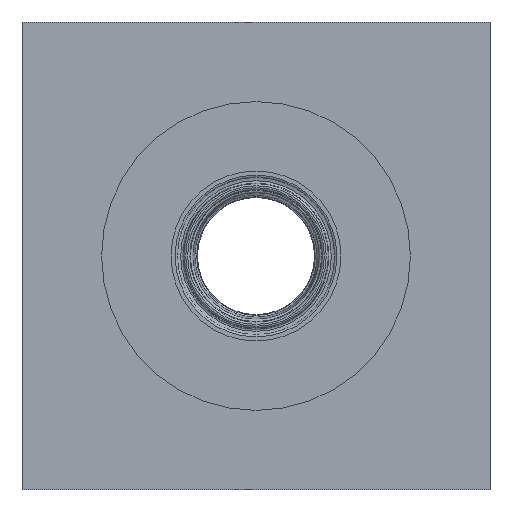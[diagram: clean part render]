
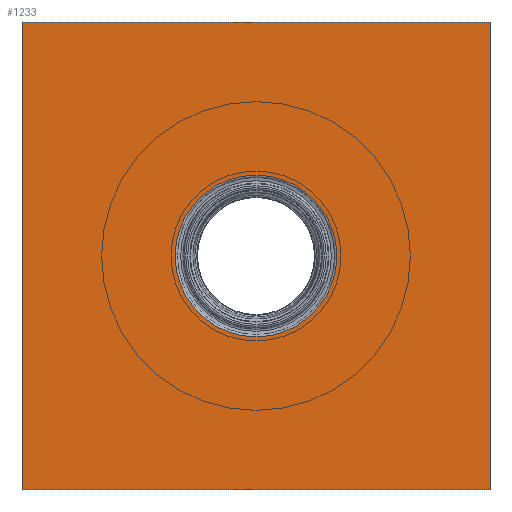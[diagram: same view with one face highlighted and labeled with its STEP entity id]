
A CAD part, top view. The second image highlights one B-rep face of the part: STEP entity #1233.
In plain terms, the highlighted planar face has unit normal (0, 0, 1).
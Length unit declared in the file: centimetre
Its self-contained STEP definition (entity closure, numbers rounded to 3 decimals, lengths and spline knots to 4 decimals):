
#53=FACE_BOUND('',#351,.T.);
#70=PLANE('',#1436);
#122=LINE('',#2221,#168);
#126=LINE('',#2229,#172);
#129=LINE('',#2235,#175);
#132=LINE('',#2240,#178);
#168=VECTOR('',#1825,10.);
#172=VECTOR('',#1831,10.);
#175=VECTOR('',#1836,10.);
#178=VECTOR('',#1841,10.);
#264=FACE_OUTER_BOUND('',#350,.T.);
#350=EDGE_LOOP('',(#1107,#1108,#1109,#1110));
#351=EDGE_LOOP('',(#1111));
#478=CIRCLE('',#1437,86.3774);
#581=VERTEX_POINT('',#2219);
#582=VERTEX_POINT('',#2220);
#585=VERTEX_POINT('',#2228);
#587=VERTEX_POINT('',#2234);
#598=VERTEX_POINT('',#2272);
#745=EDGE_CURVE('',#581,#582,#122,.T.);
#749=EDGE_CURVE('',#585,#581,#126,.T.);
#752=EDGE_CURVE('',#587,#585,#129,.T.);
#755=EDGE_CURVE('',#582,#587,#132,.T.);
#771=EDGE_CURVE('',#598,#598,#478,.T.);
#1107=ORIENTED_EDGE('',*,*,#745,.T.);
#1108=ORIENTED_EDGE('',*,*,#755,.T.);
#1109=ORIENTED_EDGE('',*,*,#752,.T.);
#1110=ORIENTED_EDGE('',*,*,#749,.T.);
#1111=ORIENTED_EDGE('',*,*,#771,.F.);
#1233=ADVANCED_FACE('',(#264,#53),#70,.T.);
#1436=AXIS2_PLACEMENT_3D('',#2271,#1881,#1882);
#1437=AXIS2_PLACEMENT_3D('',#2273,#1883,#1884);
#1825=DIRECTION('',(-1.,0.,0.));
#1831=DIRECTION('',(0.,1.,0.));
#1836=DIRECTION('',(1.,0.,0.));
#1841=DIRECTION('',(0.,-1.,0.));
#1881=DIRECTION('center_axis',(0.,0.,1.));
#1882=DIRECTION('ref_axis',(0.,-1.,0.));
#1883=DIRECTION('center_axis',(0.,0.,1.));
#1884=DIRECTION('ref_axis',(1.,0.,0.));
#2219=CARTESIAN_POINT('',(572.4456,-246.8214,158.5));
#2220=CARTESIAN_POINT('',(72.4456,-246.8214,158.5));
#2221=CARTESIAN_POINT('',(572.4456,-246.8214,158.5));
#2228=CARTESIAN_POINT('',(572.4456,-746.8214,158.5));
#2229=CARTESIAN_POINT('',(572.4456,-746.8214,158.5));
#2234=CARTESIAN_POINT('',(72.4456,-746.8214,158.5));
#2235=CARTESIAN_POINT('',(72.4456,-746.8214,158.5));
#2240=CARTESIAN_POINT('',(72.4456,-246.8214,158.5));
#2271=CARTESIAN_POINT('Origin',(236.0682,-496.8214,158.5));
#2272=CARTESIAN_POINT('',(322.4456,-410.4439,158.5));
#2273=CARTESIAN_POINT('Origin',(322.4456,-496.8214,158.5));
